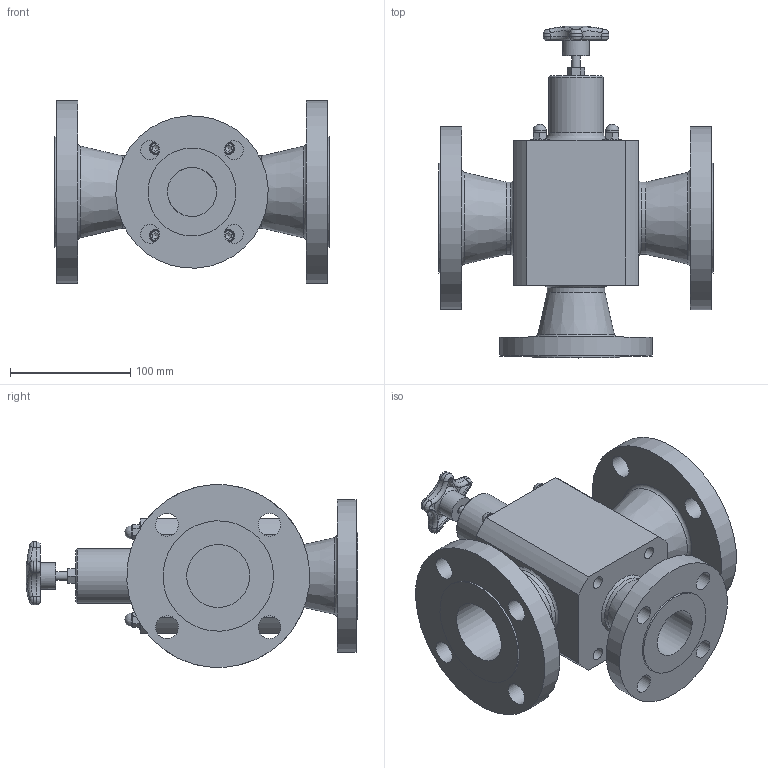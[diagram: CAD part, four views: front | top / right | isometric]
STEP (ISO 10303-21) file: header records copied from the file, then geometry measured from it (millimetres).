
FILE_DESCRIPTION((''),'2;1');
FILE_NAME('TVPFW20-SS_R0.ipt.stp','2017-04-04T12:17:16',(''),(''),'Autodesk Inventor 2009','Autodesk Inventor 2009','');
FILE_SCHEMA(('AUTOMOTIVE_DESIGN { 1 0 10303 214 1 1 1 1 }'));
Length unit declared in the file: inch
Products named in the file (1): TVPFW20-SS_R0
Bounding box: 228.6 x 276.36 x 152.09 mm (x, y, z)
Volume: 2131830.3 mm3; surface area: 247556 mm2
Topology: 1 solids, 5 shells, 376 faces, 865 edges, 530 vertices
Faces by surface type: plane 154, bspline 107, cylinder 67, torus 18, sphere 17, cone 13
Full cylindrical faces by diameter (mm): 4.445 x4, 7.442 x1, 9.525 x4, 10.998 x4, 15.748 x4, 15.875 x4, 19.05 x8, 22.098 x1, 40.894 x1, 45.72 x1, 48.26 x1, 52.502 x2, 60.325 x2, 73.152 x1, 91.948 x2, 127 x1, 152.4 x2
Entity records: 14576 total; most frequent: CARTESIAN_POINT 6648, ORIENTED_EDGE 1552, DIRECTION 1488, EDGE_CURVE 776, AXIS2_PLACEMENT_3D 641, VERTEX_POINT 521, EDGE_LOOP 511, FACE_OUTER_BOUND 376
